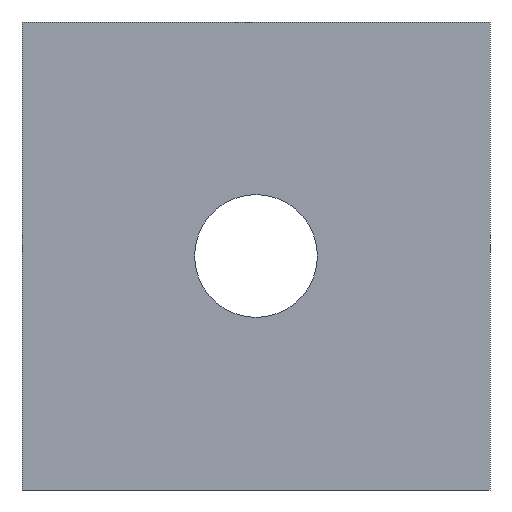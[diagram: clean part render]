
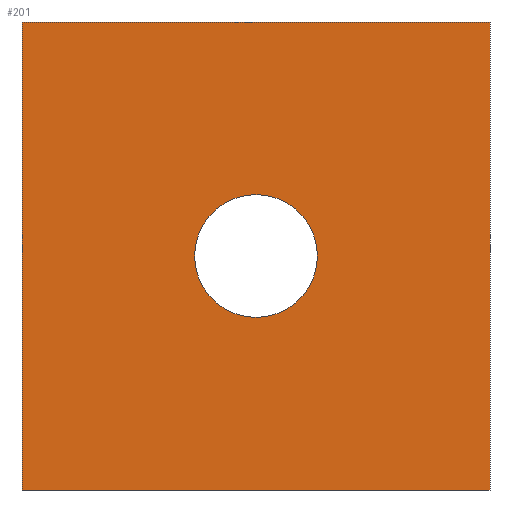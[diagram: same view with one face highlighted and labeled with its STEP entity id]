
A CAD part, front view. The second image highlights one B-rep face of the part: STEP entity #201.
In plain terms, the highlighted planar face has unit normal (0, -1, 0).
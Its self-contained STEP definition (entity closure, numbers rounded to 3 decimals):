
#17=FACE_BOUND('',#46,.T.);
#23=PLANE('',#237);
#33=FACE_OUTER_BOUND('',#45,.T.);
#45=EDGE_LOOP('',(#169,#170,#171,#172));
#46=EDGE_LOOP('',(#173,#174));
#65=LINE('',#338,#85);
#66=LINE('',#341,#86);
#67=LINE('',#343,#87);
#68=LINE('',#344,#88);
#85=VECTOR('',#281,10.);
#86=VECTOR('',#284,10.);
#87=VECTOR('',#285,10.);
#88=VECTOR('',#286,10.);
#94=CIRCLE('',#230,5.25);
#95=CIRCLE('',#231,5.25);
#100=VERTEX_POINT('',#305);
#101=VERTEX_POINT('',#306);
#111=VERTEX_POINT('',#334);
#112=VERTEX_POINT('',#336);
#113=VERTEX_POINT('',#340);
#114=VERTEX_POINT('',#342);
#119=EDGE_CURVE('',#100,#101,#94,.T.);
#120=EDGE_CURVE('',#101,#100,#95,.T.);
#135=EDGE_CURVE('',#111,#112,#65,.T.);
#136=EDGE_CURVE('',#111,#113,#66,.T.);
#137=EDGE_CURVE('',#114,#112,#67,.T.);
#138=EDGE_CURVE('',#113,#114,#68,.T.);
#169=ORIENTED_EDGE('',*,*,#136,.F.);
#170=ORIENTED_EDGE('',*,*,#135,.T.);
#171=ORIENTED_EDGE('',*,*,#137,.F.);
#172=ORIENTED_EDGE('',*,*,#138,.F.);
#173=ORIENTED_EDGE('',*,*,#119,.T.);
#174=ORIENTED_EDGE('',*,*,#120,.T.);
#201=ADVANCED_FACE('',(#33,#17),#23,.T.);
#230=AXIS2_PLACEMENT_3D('',#307,#254,#255);
#231=AXIS2_PLACEMENT_3D('',#308,#256,#257);
#237=AXIS2_PLACEMENT_3D('',#339,#282,#283);
#254=DIRECTION('center_axis',(0.,1.,0.));
#255=DIRECTION('ref_axis',(1.,0.,0.));
#256=DIRECTION('center_axis',(0.,1.,0.));
#257=DIRECTION('ref_axis',(1.,0.,0.));
#281=DIRECTION('',(0.,0.,1.));
#282=DIRECTION('center_axis',(0.,-1.,0.));
#283=DIRECTION('ref_axis',(1.,0.,0.));
#284=DIRECTION('',(-1.,0.,0.));
#285=DIRECTION('',(1.,0.,0.));
#286=DIRECTION('',(0.,0.,1.));
#305=CARTESIAN_POINT('',(25.25,0.,20.));
#306=CARTESIAN_POINT('',(14.75,0.,20.));
#307=CARTESIAN_POINT('Origin',(20.,0.,20.));
#308=CARTESIAN_POINT('Origin',(20.,0.,20.));
#334=CARTESIAN_POINT('',(40.,0.,0.));
#336=CARTESIAN_POINT('',(40.,0.,40.));
#338=CARTESIAN_POINT('',(40.,0.,0.));
#339=CARTESIAN_POINT('Origin',(0.,0.,0.));
#340=CARTESIAN_POINT('',(0.,0.,0.));
#341=CARTESIAN_POINT('',(40.,0.,0.));
#342=CARTESIAN_POINT('',(0.,0.,40.));
#343=CARTESIAN_POINT('',(40.,0.,40.));
#344=CARTESIAN_POINT('',(0.,0.,0.));
